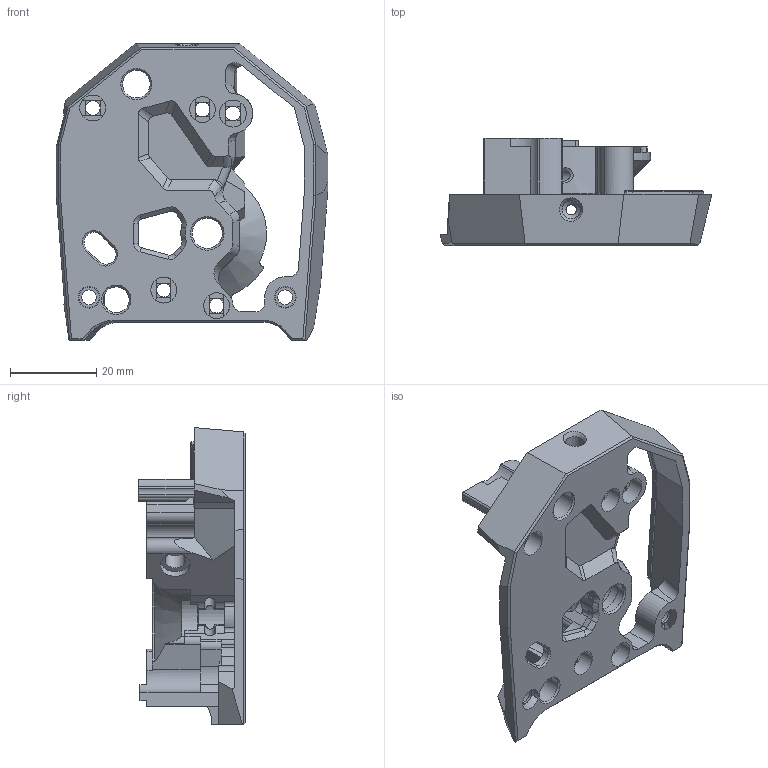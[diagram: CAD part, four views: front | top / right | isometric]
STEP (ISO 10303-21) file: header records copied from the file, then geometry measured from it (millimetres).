
FILE_DESCRIPTION(/* description */ (''),/* implementation_level */ '2;1');
FILE_NAME(/* name */ 'CW2 main body 3DO mod_updated.step',/* time_stamp */ '2023-10-18T00:00:53+02:00',/* author */ (''),/* organization */ (''),/* preprocessor_version */ 'ST-DEVELOPER v20',/* originating_system */ 'Autodesk Translation Framework v12.14.0.127',/* authorisation */ '');
FILE_SCHEMA (('AUTOMOTIVE_DESIGN { 1 0 10303 214 3 1 1 }'));
Length unit declared in the file: millimetre
Products named in the file (1): Stealthburner_CW2_Assembly 3DO PCB MOD_main_body
Bounding box: 62.85 x 24.7 x 68.69 mm (x, y, z)
Volume: 23733.1 mm3; surface area: 14687.4 mm2
Topology: 1 solids, 1 shells, 447 faces, 1239 edges, 794 vertices
Faces by surface type: plane 232, cylinder 148, bspline 33, cone 32, torus 2
Full cylindrical faces by diameter (mm): 2.4 x2, 2.8 x1, 3.2 x1, 3.4 x6, 4.2 x2, 4.7 x4, 6 x5, 6.248 x1, 6.4 x1, 7 x2, 8.2 x1
Entity records: 15749 total; most frequent: CARTESIAN_POINT 4173, ORIENTED_EDGE 2478, DIRECTION 2381, EDGE_CURVE 1239, AXIS2_PLACEMENT_3D 820, VERTEX_POINT 794, LINE 741, VECTOR 741
